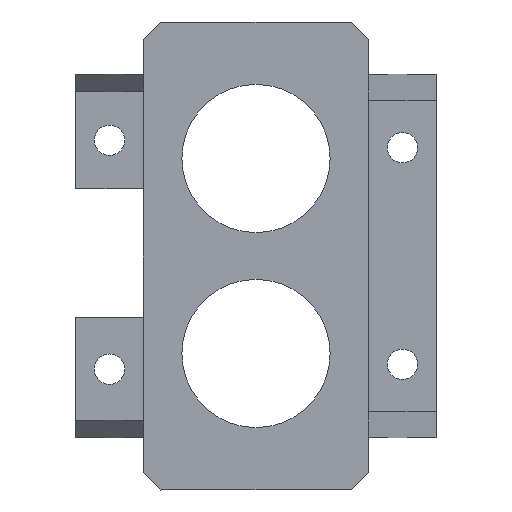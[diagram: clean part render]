
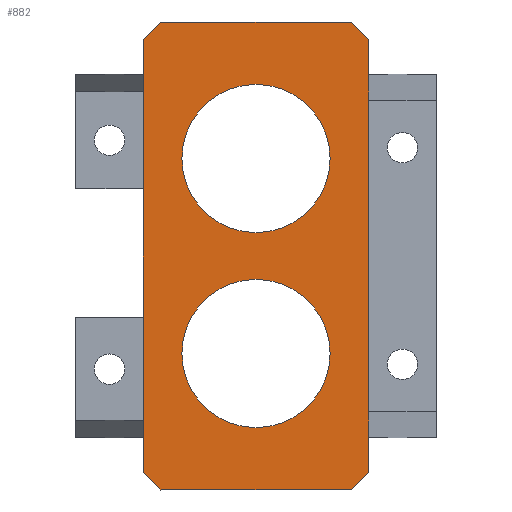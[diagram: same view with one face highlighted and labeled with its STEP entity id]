
A CAD part, front view. The second image highlights one B-rep face of the part: STEP entity #882.
In plain terms, the highlighted planar face has unit normal (0, -1, 0).
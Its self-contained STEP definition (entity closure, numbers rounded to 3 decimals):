
#25=FACE_BOUND('',#165,.T.);
#26=FACE_BOUND('',#166,.T.);
#62=PLANE('',#963);
#108=FACE_OUTER_BOUND('',#164,.T.);
#164=EDGE_LOOP('',(#801,#802,#803,#804,#805,#806,#807,#808,#809,#810,#811,
#812,#813,#814,#815,#816));
#165=EDGE_LOOP('',(#817));
#166=EDGE_LOOP('',(#818));
#177=LINE('',#1226,#285);
#181=LINE('',#1233,#289);
#205=LINE('',#1281,#313);
#207=LINE('',#1285,#315);
#208=LINE('',#1289,#316);
#212=LINE('',#1295,#320);
#214=LINE('',#1299,#322);
#218=LINE('',#1308,#326);
#227=LINE('',#1326,#335);
#229=LINE('',#1329,#337);
#231=LINE('',#1334,#339);
#235=LINE('',#1341,#343);
#240=LINE('',#1350,#348);
#244=LINE('',#1360,#352);
#249=LINE('',#1369,#357);
#263=LINE('',#1396,#371);
#285=VECTOR('',#1002,10.);
#289=VECTOR('',#1008,10.);
#313=VECTOR('',#1036,10.);
#315=VECTOR('',#1040,10.);
#316=VECTOR('',#1043,10.);
#320=VECTOR('',#1049,10.);
#322=VECTOR('',#1053,10.);
#326=VECTOR('',#1059,10.);
#335=VECTOR('',#1072,10.);
#337=VECTOR('',#1076,10.);
#339=VECTOR('',#1080,10.);
#343=VECTOR('',#1088,10.);
#348=VECTOR('',#1095,10.);
#352=VECTOR('',#1103,10.);
#357=VECTOR('',#1112,10.);
#371=VECTOR('',#1148,10.);
#397=CIRCLE('',#960,8.55);
#398=CIRCLE('',#962,8.55);
#409=VERTEX_POINT('',#1223);
#410=VERTEX_POINT('',#1225);
#412=VERTEX_POINT('',#1231);
#434=VERTEX_POINT('',#1279);
#435=VERTEX_POINT('',#1283);
#436=VERTEX_POINT('',#1287);
#437=VERTEX_POINT('',#1288);
#438=VERTEX_POINT('',#1293);
#439=VERTEX_POINT('',#1297);
#441=VERTEX_POINT('',#1302);
#443=VERTEX_POINT('',#1306);
#450=VERTEX_POINT('',#1324);
#451=VERTEX_POINT('',#1331);
#456=VERTEX_POINT('',#1348);
#458=VERTEX_POINT('',#1356);
#460=VERTEX_POINT('',#1359);
#473=VERTEX_POINT('',#1422);
#474=VERTEX_POINT('',#1426);
#489=EDGE_CURVE('',#409,#410,#177,.T.);
#493=EDGE_CURVE('',#409,#412,#181,.T.);
#517=EDGE_CURVE('',#434,#412,#205,.T.);
#519=EDGE_CURVE('',#434,#435,#207,.T.);
#520=EDGE_CURVE('',#436,#437,#208,.T.);
#524=EDGE_CURVE('',#436,#438,#212,.T.);
#526=EDGE_CURVE('',#439,#438,#214,.T.);
#530=EDGE_CURVE('',#441,#443,#218,.T.);
#539=EDGE_CURVE('',#443,#450,#227,.T.);
#541=EDGE_CURVE('',#439,#441,#229,.T.);
#543=EDGE_CURVE('',#450,#451,#231,.T.);
#547=EDGE_CURVE('',#451,#410,#235,.T.);
#552=EDGE_CURVE('',#435,#456,#240,.T.);
#556=EDGE_CURVE('',#460,#458,#244,.T.);
#561=EDGE_CURVE('',#458,#437,#249,.T.);
#575=EDGE_CURVE('',#456,#460,#263,.T.);
#589=EDGE_CURVE('',#473,#473,#397,.T.);
#591=EDGE_CURVE('',#474,#474,#398,.T.);
#801=ORIENTED_EDGE('',*,*,#489,.F.);
#802=ORIENTED_EDGE('',*,*,#493,.T.);
#803=ORIENTED_EDGE('',*,*,#517,.F.);
#804=ORIENTED_EDGE('',*,*,#519,.T.);
#805=ORIENTED_EDGE('',*,*,#552,.T.);
#806=ORIENTED_EDGE('',*,*,#575,.T.);
#807=ORIENTED_EDGE('',*,*,#556,.T.);
#808=ORIENTED_EDGE('',*,*,#561,.T.);
#809=ORIENTED_EDGE('',*,*,#520,.F.);
#810=ORIENTED_EDGE('',*,*,#524,.T.);
#811=ORIENTED_EDGE('',*,*,#526,.F.);
#812=ORIENTED_EDGE('',*,*,#541,.T.);
#813=ORIENTED_EDGE('',*,*,#530,.T.);
#814=ORIENTED_EDGE('',*,*,#539,.T.);
#815=ORIENTED_EDGE('',*,*,#543,.T.);
#816=ORIENTED_EDGE('',*,*,#547,.T.);
#817=ORIENTED_EDGE('',*,*,#591,.T.);
#818=ORIENTED_EDGE('',*,*,#589,.T.);
#882=ADVANCED_FACE('',(#108,#25,#26),#62,.T.);
#960=AXIS2_PLACEMENT_3D('',#1424,#1174,#1175);
#962=AXIS2_PLACEMENT_3D('',#1428,#1179,#1180);
#963=AXIS2_PLACEMENT_3D('',#1429,#1181,#1182);
#1002=DIRECTION('',(-0.707,0.,0.707));
#1008=DIRECTION('',(1.,0.,0.));
#1036=DIRECTION('',(-0.707,0.,-0.707));
#1040=DIRECTION('',(0.,0.,1.));
#1043=DIRECTION('',(0.707,0.,-0.707));
#1049=DIRECTION('',(-1.,0.,0.));
#1053=DIRECTION('',(0.707,0.,0.707));
#1059=DIRECTION('',(0.,0.,-1.));
#1072=DIRECTION('',(0.,0.,-1.));
#1076=DIRECTION('',(0.,0.,-1.));
#1080=DIRECTION('',(0.,0.,-1.));
#1088=DIRECTION('',(0.,0.,-1.));
#1095=DIRECTION('',(0.,0.,1.));
#1103=DIRECTION('',(0.,0.,1.));
#1112=DIRECTION('',(0.,0.,1.));
#1148=DIRECTION('',(0.,0.,1.));
#1174=DIRECTION('center_axis',(0.,1.,0.));
#1175=DIRECTION('ref_axis',(-1.,0.,0.));
#1179=DIRECTION('center_axis',(0.,1.,0.));
#1180=DIRECTION('ref_axis',(-1.,0.,0.));
#1181=DIRECTION('center_axis',(0.,-1.,0.));
#1182=DIRECTION('ref_axis',(0.,0.,-1.));
#1223=CARTESIAN_POINT('',(0.25,-6.,-25.05));
#1225=CARTESIAN_POINT('',(-1.75,-6.,-23.05));
#1226=CARTESIAN_POINT('',(-4.25,-6.,-20.55));
#1231=CARTESIAN_POINT('',(22.25,-6.,-25.05));
#1233=CARTESIAN_POINT('',(-1.75,-6.,-25.05));
#1279=CARTESIAN_POINT('',(24.25,-6.,-23.05));
#1281=CARTESIAN_POINT('',(26.75,-6.,-20.55));
#1283=CARTESIAN_POINT('',(24.25,-6.,-19.01));
#1285=CARTESIAN_POINT('',(24.25,-6.,-25.05));
#1287=CARTESIAN_POINT('',(22.25,-6.,28.95));
#1288=CARTESIAN_POINT('',(24.25,-6.,26.95));
#1289=CARTESIAN_POINT('',(26.75,-6.,24.45));
#1293=CARTESIAN_POINT('',(0.25,-6.,28.95));
#1295=CARTESIAN_POINT('',(24.25,-6.,28.95));
#1297=CARTESIAN_POINT('',(-1.75,-6.,26.95));
#1299=CARTESIAN_POINT('',(-4.25,-6.,24.45));
#1302=CARTESIAN_POINT('',(-1.75,-6.,22.91));
#1306=CARTESIAN_POINT('',(-1.75,-6.,20.91));
#1308=CARTESIAN_POINT('',(-1.75,-6.,28.95));
#1324=CARTESIAN_POINT('',(-1.75,-6.,-17.01));
#1326=CARTESIAN_POINT('',(-1.75,-6.,28.95));
#1329=CARTESIAN_POINT('',(-1.75,-6.,28.95));
#1331=CARTESIAN_POINT('',(-1.75,-6.,-19.01));
#1334=CARTESIAN_POINT('',(-1.75,-6.,28.95));
#1341=CARTESIAN_POINT('',(-1.75,-6.,28.95));
#1348=CARTESIAN_POINT('',(24.25,-6.,-16.01));
#1350=CARTESIAN_POINT('',(24.25,-6.,-25.05));
#1356=CARTESIAN_POINT('',(24.25,-6.,22.91));
#1359=CARTESIAN_POINT('',(24.25,-6.,19.91));
#1360=CARTESIAN_POINT('',(24.25,-6.,-25.05));
#1369=CARTESIAN_POINT('',(24.25,-6.,-25.05));
#1396=CARTESIAN_POINT('',(24.25,-6.,-25.05));
#1422=CARTESIAN_POINT('',(19.8,-6.,13.2));
#1424=CARTESIAN_POINT('Origin',(11.25,-6.,13.2));
#1426=CARTESIAN_POINT('',(19.8,-6.,-9.3));
#1428=CARTESIAN_POINT('Origin',(11.25,-6.,-9.3));
#1429=CARTESIAN_POINT('Origin',(11.25,-6.,1.95));
